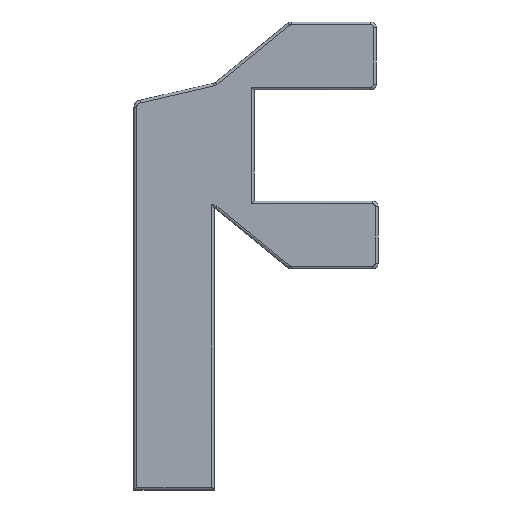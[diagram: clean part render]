
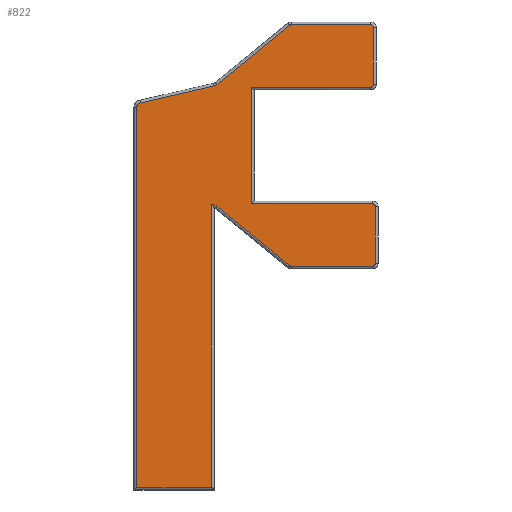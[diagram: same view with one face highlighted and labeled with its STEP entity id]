
A CAD part, front view. The second image highlights one B-rep face of the part: STEP entity #822.
In plain terms, the highlighted planar face has unit normal (0, -1, 0).
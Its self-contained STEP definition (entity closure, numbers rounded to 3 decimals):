
#43=PLANE('',#927);
#86=FACE_OUTER_BOUND('',#139,.T.);
#139=EDGE_LOOP('',(#664,#665,#666,#667,#668,#669,#670,#671,#672,#673,#674,
#675,#676,#677,#678,#679,#680,#681,#682,#683,#684,#685));
#158=LINE('',#1223,#222);
#159=LINE('',#1227,#223);
#162=LINE('',#1251,#226);
#163=LINE('',#1263,#227);
#165=LINE('',#1283,#229);
#167=LINE('',#1303,#231);
#169=LINE('',#1320,#233);
#172=LINE('',#1326,#236);
#173=LINE('',#1346,#237);
#175=LINE('',#1366,#239);
#177=LINE('',#1386,#241);
#179=LINE('',#1396,#243);
#181=LINE('',#1413,#245);
#222=VECTOR('',#964,10.);
#223=VECTOR('',#969,10.);
#226=VECTOR('',#976,10.);
#227=VECTOR('',#991,10.);
#229=VECTOR('',#1003,10.);
#231=VECTOR('',#1015,10.);
#233=VECTOR('',#1025,10.);
#236=VECTOR('',#1030,10.);
#237=VECTOR('',#1043,10.);
#239=VECTOR('',#1055,10.);
#241=VECTOR('',#1067,10.);
#243=VECTOR('',#1079,10.);
#245=VECTOR('',#1083,10.);
#289=CIRCLE('',#865,0.6);
#292=CIRCLE('',#869,0.2);
#296=CIRCLE('',#874,0.2);
#300=CIRCLE('',#879,0.2);
#303=CIRCLE('',#885,0.2);
#307=CIRCLE('',#890,0.2);
#311=CIRCLE('',#895,0.2);
#315=CIRCLE('',#901,0.6);
#319=CIRCLE('',#908,0.3);
#337=VERTEX_POINT('',#1220);
#338=VERTEX_POINT('',#1222);
#339=VERTEX_POINT('',#1226);
#343=VERTEX_POINT('',#1235);
#344=VERTEX_POINT('',#1250);
#346=VERTEX_POINT('',#1256);
#348=VERTEX_POINT('',#1261);
#350=VERTEX_POINT('',#1275);
#352=VERTEX_POINT('',#1281);
#354=VERTEX_POINT('',#1295);
#356=VERTEX_POINT('',#1301);
#358=VERTEX_POINT('',#1315);
#360=VERTEX_POINT('',#1325);
#362=VERTEX_POINT('',#1338);
#364=VERTEX_POINT('',#1344);
#366=VERTEX_POINT('',#1358);
#368=VERTEX_POINT('',#1364);
#370=VERTEX_POINT('',#1378);
#372=VERTEX_POINT('',#1384);
#374=VERTEX_POINT('',#1390);
#375=VERTEX_POINT('',#1395);
#377=VERTEX_POINT('',#1412);
#410=EDGE_CURVE('',#337,#338,#158,.T.);
#412=EDGE_CURVE('',#338,#339,#159,.T.);
#417=EDGE_CURVE('',#343,#344,#162,.T.);
#421=EDGE_CURVE('',#346,#343,#289,.T.);
#423=EDGE_CURVE('',#348,#346,#163,.T.);
#426=EDGE_CURVE('',#350,#348,#292,.T.);
#429=EDGE_CURVE('',#352,#350,#165,.T.);
#432=EDGE_CURVE('',#354,#352,#296,.T.);
#435=EDGE_CURVE('',#356,#354,#167,.T.);
#438=EDGE_CURVE('',#358,#356,#300,.T.);
#440=EDGE_CURVE('',#339,#358,#169,.T.);
#443=EDGE_CURVE('',#344,#360,#172,.T.);
#446=EDGE_CURVE('',#362,#337,#303,.T.);
#449=EDGE_CURVE('',#364,#362,#173,.T.);
#452=EDGE_CURVE('',#366,#364,#307,.T.);
#455=EDGE_CURVE('',#368,#366,#175,.T.);
#458=EDGE_CURVE('',#370,#368,#311,.T.);
#461=EDGE_CURVE('',#372,#370,#177,.T.);
#464=EDGE_CURVE('',#374,#372,#315,.T.);
#466=EDGE_CURVE('',#375,#374,#179,.T.);
#469=EDGE_CURVE('',#360,#377,#181,.T.);
#473=EDGE_CURVE('',#377,#375,#319,.T.);
#664=ORIENTED_EDGE('',*,*,#417,.F.);
#665=ORIENTED_EDGE('',*,*,#421,.F.);
#666=ORIENTED_EDGE('',*,*,#423,.F.);
#667=ORIENTED_EDGE('',*,*,#426,.F.);
#668=ORIENTED_EDGE('',*,*,#429,.F.);
#669=ORIENTED_EDGE('',*,*,#432,.F.);
#670=ORIENTED_EDGE('',*,*,#435,.F.);
#671=ORIENTED_EDGE('',*,*,#438,.F.);
#672=ORIENTED_EDGE('',*,*,#440,.F.);
#673=ORIENTED_EDGE('',*,*,#412,.F.);
#674=ORIENTED_EDGE('',*,*,#410,.F.);
#675=ORIENTED_EDGE('',*,*,#446,.F.);
#676=ORIENTED_EDGE('',*,*,#449,.F.);
#677=ORIENTED_EDGE('',*,*,#452,.F.);
#678=ORIENTED_EDGE('',*,*,#455,.F.);
#679=ORIENTED_EDGE('',*,*,#458,.F.);
#680=ORIENTED_EDGE('',*,*,#461,.F.);
#681=ORIENTED_EDGE('',*,*,#464,.F.);
#682=ORIENTED_EDGE('',*,*,#466,.F.);
#683=ORIENTED_EDGE('',*,*,#473,.F.);
#684=ORIENTED_EDGE('',*,*,#469,.F.);
#685=ORIENTED_EDGE('',*,*,#443,.F.);
#822=ADVANCED_FACE('',(#86),#43,.F.);
#865=AXIS2_PLACEMENT_3D('',#1258,#985,#986);
#869=AXIS2_PLACEMENT_3D('',#1277,#995,#996);
#874=AXIS2_PLACEMENT_3D('',#1297,#1007,#1008);
#879=AXIS2_PLACEMENT_3D('',#1317,#1019,#1020);
#885=AXIS2_PLACEMENT_3D('',#1340,#1035,#1036);
#890=AXIS2_PLACEMENT_3D('',#1360,#1047,#1048);
#895=AXIS2_PLACEMENT_3D('',#1380,#1059,#1060);
#901=AXIS2_PLACEMENT_3D('',#1392,#1073,#1074);
#908=AXIS2_PLACEMENT_3D('',#1419,#1091,#1092);
#927=AXIS2_PLACEMENT_3D('',#1472,#1148,#1149);
#964=DIRECTION('',(-1.,0.,0.));
#969=DIRECTION('',(0.,0.,-1.));
#976=DIRECTION('',(0.,0.,-1.));
#985=DIRECTION('center_axis',(0.,-1.,0.));
#986=DIRECTION('ref_axis',(0.539,0.,0.843));
#991=DIRECTION('',(-0.776,0.,0.631));
#995=DIRECTION('center_axis',(0.,1.,0.));
#996=DIRECTION('ref_axis',(-0.335,0.,-0.942));
#1003=DIRECTION('',(-1.,0.,0.));
#1007=DIRECTION('center_axis',(0.,1.,0.));
#1008=DIRECTION('ref_axis',(0.707,0.,-0.707));
#1015=DIRECTION('',(0.,0.,-1.));
#1019=DIRECTION('center_axis',(0.,1.,0.));
#1020=DIRECTION('ref_axis',(0.707,0.,0.707));
#1025=DIRECTION('',(1.,0.,0.));
#1030=DIRECTION('',(-1.,0.,0.));
#1035=DIRECTION('center_axis',(0.,1.,0.));
#1036=DIRECTION('ref_axis',(0.707,0.,-0.707));
#1043=DIRECTION('',(0.,0.,-1.));
#1047=DIRECTION('center_axis',(0.,1.,0.));
#1048=DIRECTION('ref_axis',(0.707,0.,0.707));
#1055=DIRECTION('',(1.,0.,0.));
#1059=DIRECTION('center_axis',(0.,1.,0.));
#1060=DIRECTION('ref_axis',(-0.335,0.,0.942));
#1067=DIRECTION('',(0.776,0.,0.631));
#1073=DIRECTION('center_axis',(0.,-1.,0.));
#1074=DIRECTION('ref_axis',(0.44,0.,-0.898));
#1079=DIRECTION('',(0.974,0.,0.226));
#1083=DIRECTION('',(0.,0.,1.));
#1091=DIRECTION('center_axis',(0.,1.,0.));
#1092=DIRECTION('ref_axis',(-0.747,0.,0.664));
#1148=DIRECTION('center_axis',(0.,1.,0.));
#1149=DIRECTION('ref_axis',(1.,0.,0.));
#1220=CARTESIAN_POINT('',(5.03,0.,0.2));
#1222=CARTESIAN_POINT('',(-3.77,0.,0.2));
#1223=CARTESIAN_POINT('',(0.801,0.,0.2));
#1226=CARTESIAN_POINT('',(-3.77,0.,-8.4));
#1227=CARTESIAN_POINT('',(-3.77,0.,-6.125));
#1235=CARTESIAN_POINT('',(-6.705,0.,-8.469));
#1250=CARTESIAN_POINT('',(-6.705,0.,-29.3));
#1251=CARTESIAN_POINT('',(-6.705,0.,-10.48));
#1256=CARTESIAN_POINT('',(-6.302,0.,-8.603));
#1258=CARTESIAN_POINT('Origin',(-6.681,0.,-9.069));
#1261=CARTESIAN_POINT('',(-0.947,0.,-12.955));
#1263=CARTESIAN_POINT('',(-1.866,0.,-12.208));
#1275=CARTESIAN_POINT('',(-0.82,0.,-13.));
#1277=CARTESIAN_POINT('Origin',(-0.82,0.,-12.8));
#1281=CARTESIAN_POINT('',(5.169,0.,-13.));
#1283=CARTESIAN_POINT('',(0.871,0.,-13.));
#1295=CARTESIAN_POINT('',(5.369,0.,-12.8));
#1297=CARTESIAN_POINT('Origin',(5.169,0.,-12.8));
#1301=CARTESIAN_POINT('',(5.369,0.,-8.6));
#1303=CARTESIAN_POINT('',(5.369,0.,-10.425));
#1315=CARTESIAN_POINT('',(5.169,0.,-8.4));
#1317=CARTESIAN_POINT('Origin',(5.169,0.,-8.6));
#1320=CARTESIAN_POINT('',(-3.499,0.,-8.4));
#1325=CARTESIAN_POINT('',(-12.223,0.,-29.3));
#1326=CARTESIAN_POINT('',(-4.966,0.,-29.3));
#1338=CARTESIAN_POINT('',(5.23,0.,0.4));
#1340=CARTESIAN_POINT('Origin',(5.03,0.,0.4));
#1344=CARTESIAN_POINT('',(5.23,0.,4.6));
#1346=CARTESIAN_POINT('',(5.23,0.,-3.825));
#1358=CARTESIAN_POINT('',(5.03,0.,4.8));
#1360=CARTESIAN_POINT('Origin',(5.03,0.,4.6));
#1364=CARTESIAN_POINT('',(-0.82,0.,4.8));
#1366=CARTESIAN_POINT('',(-2.124,0.,4.8));
#1378=CARTESIAN_POINT('',(-0.947,0.,4.755));
#1380=CARTESIAN_POINT('Origin',(-0.82,0.,4.6));
#1384=CARTESIAN_POINT('',(-6.302,0.,0.403));
#1386=CARTESIAN_POINT('',(-8.533,0.,-1.41));
#1390=CARTESIAN_POINT('',(-6.545,0.,0.284));
#1392=CARTESIAN_POINT('Origin',(-6.681,0.,0.869));
#1395=CARTESIAN_POINT('',(-11.949,0.,-0.971));
#1396=CARTESIAN_POINT('',(-9.142,0.,-0.319));
#1412=CARTESIAN_POINT('',(-12.223,0.,-1.269));
#1413=CARTESIAN_POINT('',(-12.223,0.,-20.875));
#1419=CARTESIAN_POINT('Origin',(-11.923,0.,-1.269));
#1472=CARTESIAN_POINT('Origin',(-3.427,0.,-12.25));
